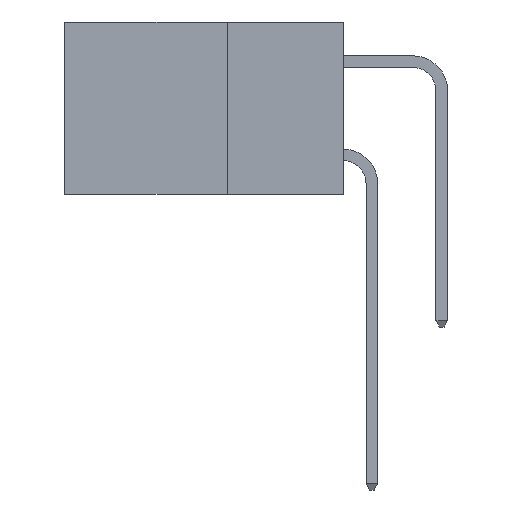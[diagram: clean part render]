
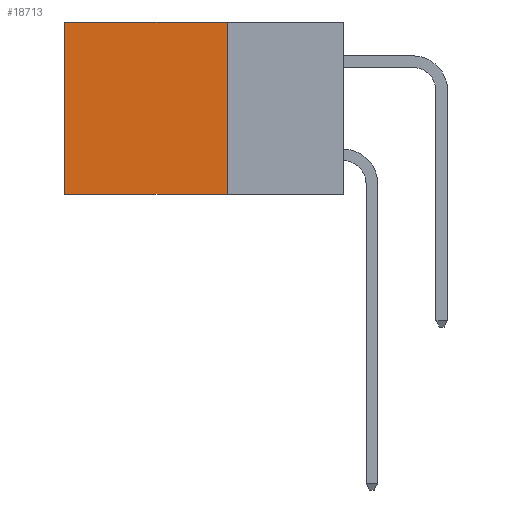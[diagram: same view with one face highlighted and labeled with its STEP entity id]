
A CAD part, left-side view. The second image highlights one B-rep face of the part: STEP entity #18713.
In plain terms, the highlighted planar face has unit normal (-1, 0, 0).
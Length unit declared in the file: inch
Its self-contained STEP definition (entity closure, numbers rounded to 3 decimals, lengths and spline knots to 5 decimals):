
#45 = EDGE_CURVE ( 'NONE', #23291, #5623, #7546, .T. ) ;
#251 = LINE ( 'NONE', #3334, #21296 ) ;
#784 = CARTESIAN_POINT ( 'NONE',  ( 0.2615, 0.25, -0.37 ) ) ;
#828 = ORIENTED_EDGE ( 'NONE', *, *, #20034, .F. ) ;
#1935 = DIRECTION ( 'NONE',  ( 1., 0., 0. ) ) ;
#2207 = EDGE_LOOP ( 'NONE', ( #6629, #23501, #828, #15376 ) ) ;
#3334 = CARTESIAN_POINT ( 'NONE',  ( 0.2615, 0.6, -0.37 ) ) ;
#3587 = CARTESIAN_POINT ( 'NONE',  ( 0.2615, 0.25, -0.37 ) ) ;
#4055 = CARTESIAN_POINT ( 'NONE',  ( 0.2615, 0.25, -0.37 ) ) ;
#5050 = VECTOR ( 'NONE', #20286, 39.37008 ) ;
#5623 = VERTEX_POINT ( 'NONE', #12765 ) ;
#5700 = DIRECTION ( 'NONE',  ( 0., 1., 0. ) ) ;
#5765 = CARTESIAN_POINT ( 'NONE',  ( 0.2615, 0.25, 0. ) ) ;
#5977 = CARTESIAN_POINT ( 'NONE',  ( 0.2615, 0.25, -0.37 ) ) ;
#6222 = VECTOR ( 'NONE', #15848, 39.37008 ) ;
#6629 = ORIENTED_EDGE ( 'NONE', *, *, #13125, .T. ) ;
#7546 = LINE ( 'NONE', #5765, #24250 ) ;
#9286 = VERTEX_POINT ( 'NONE', #784 ) ;
#9743 = CARTESIAN_POINT ( 'NONE',  ( 0.2615, 0.6, -0.37 ) ) ;
#12765 = CARTESIAN_POINT ( 'NONE',  ( 0.2615, 0.6, 0. ) ) ;
#13125 = EDGE_CURVE ( 'NONE', #5623, #14466, #251, .T. ) ;
#13339 = AXIS2_PLACEMENT_3D ( 'NONE', #5977, #1935, #16262 ) ;
#14221 = PLANE ( 'NONE',  #13339 ) ;
#14466 = VERTEX_POINT ( 'NONE', #9743 ) ;
#15376 = ORIENTED_EDGE ( 'NONE', *, *, #45, .T. ) ;
#15487 = CARTESIAN_POINT ( 'NONE',  ( 0.2615, 0.25, 0. ) ) ;
#15848 = DIRECTION ( 'NONE',  ( 0., 1., 0. ) ) ;
#15945 = LINE ( 'NONE', #4055, #5050 ) ;
#16040 = EDGE_CURVE ( 'NONE', #9286, #14466, #20788, .T. ) ;
#16262 = DIRECTION ( 'NONE',  ( 0., 0., -1. ) ) ;
#18713 = ADVANCED_FACE ( 'NONE', ( #26256 ), #14221, .F. ) ;
#20034 = EDGE_CURVE ( 'NONE', #23291, #9286, #15945, .T. ) ;
#20286 = DIRECTION ( 'NONE',  ( 0., 0., -1. ) ) ;
#20788 = LINE ( 'NONE', #3587, #6222 ) ;
#21296 = VECTOR ( 'NONE', #23687, 39.37008 ) ;
#23291 = VERTEX_POINT ( 'NONE', #15487 ) ;
#23501 = ORIENTED_EDGE ( 'NONE', *, *, #16040, .F. ) ;
#23687 = DIRECTION ( 'NONE',  ( 0., 0., -1. ) ) ;
#24250 = VECTOR ( 'NONE', #5700, 39.37008 ) ;
#26256 = FACE_OUTER_BOUND ( 'NONE', #2207, .T. ) ;
